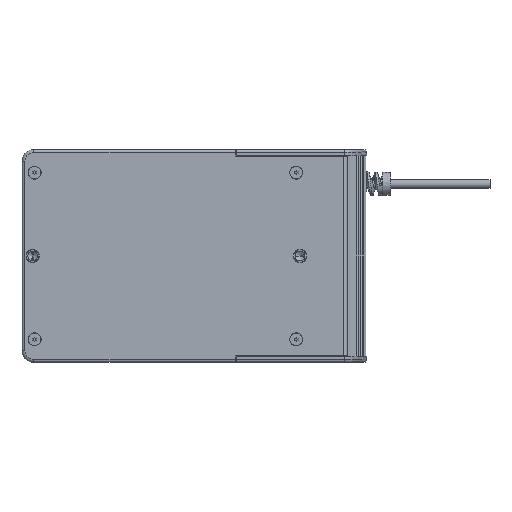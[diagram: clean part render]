
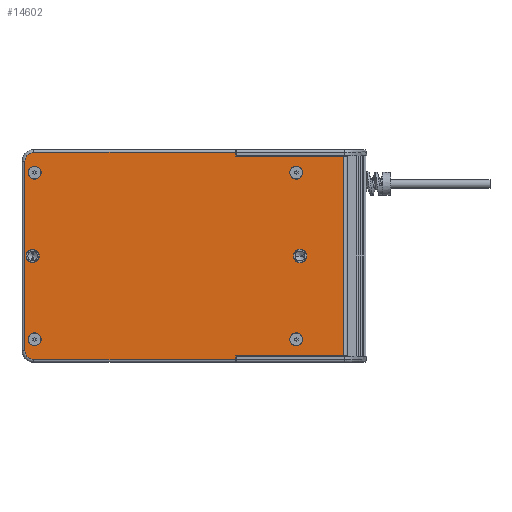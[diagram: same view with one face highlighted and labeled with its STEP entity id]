
A CAD part, left-side view. The second image highlights one B-rep face of the part: STEP entity #14602.
In plain terms, the highlighted face is planar.
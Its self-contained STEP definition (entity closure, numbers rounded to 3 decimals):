
#13413=CARTESIAN_POINT('',(43.,77.375,-1.59));
#13414=DIRECTION('',(0.,0.,-1.));
#13415=DIRECTION('',(1.,0.,0.));
#13416=AXIS2_PLACEMENT_3D('',#13413,#13414,#13415);
#13418=CARTESIAN_POINT('',(43.,77.375,-1.59));
#13419=DIRECTION('',(0.,0.,-1.));
#13420=DIRECTION('',(-1.,0.,0.));
#13421=AXIS2_PLACEMENT_3D('',#13418,#13419,#13420);
#13423=CARTESIAN_POINT('',(-43.,77.375,-1.59));
#13424=DIRECTION('',(0.,0.,-1.));
#13425=DIRECTION('',(1.,0.,0.));
#13426=AXIS2_PLACEMENT_3D('',#13423,#13424,#13425);
#13428=CARTESIAN_POINT('',(-43.,77.375,-1.59));
#13429=DIRECTION('',(0.,0.,-1.));
#13430=DIRECTION('',(-1.,0.,0.));
#13431=AXIS2_PLACEMENT_3D('',#13428,#13429,#13430);
#13433=CARTESIAN_POINT('',(43.,-57.625,-1.59));
#13434=DIRECTION('',(0.,0.,-1.));
#13435=DIRECTION('',(1.,0.,0.));
#13436=AXIS2_PLACEMENT_3D('',#13433,#13434,#13435);
#13438=CARTESIAN_POINT('',(43.,-57.625,-1.59));
#13439=DIRECTION('',(0.,0.,-1.));
#13440=DIRECTION('',(-1.,0.,0.));
#13441=AXIS2_PLACEMENT_3D('',#13438,#13439,#13440);
#13443=CARTESIAN_POINT('',(-43.,-57.625,-1.59));
#13444=DIRECTION('',(0.,0.,-1.));
#13445=DIRECTION('',(1.,0.,0.));
#13446=AXIS2_PLACEMENT_3D('',#13443,#13444,#13445);
#13448=CARTESIAN_POINT('',(-43.,-57.625,-1.59));
#13449=DIRECTION('',(0.,0.,-1.));
#13450=DIRECTION('',(-1.,0.,0.));
#13451=AXIS2_PLACEMENT_3D('',#13448,#13449,#13450);
#13453=CARTESIAN_POINT('',(0.,78.375,-1.59));
#13454=DIRECTION('',(0.,0.,-1.));
#13455=DIRECTION('',(-1.,0.,0.));
#13456=AXIS2_PLACEMENT_3D('',#13453,#13454,#13455);
#13458=CARTESIAN_POINT('',(0.,78.375,-1.59));
#13459=DIRECTION('',(0.,0.,-1.));
#13460=DIRECTION('',(1.,0.,0.));
#13461=AXIS2_PLACEMENT_3D('',#13458,#13459,#13460);
#13463=CARTESIAN_POINT('',(0.,-59.625,-1.59));
#13464=DIRECTION('',(0.,0.,-1.));
#13465=DIRECTION('',(-1.,0.,0.));
#13466=AXIS2_PLACEMENT_3D('',#13463,#13464,#13465);
#13468=CARTESIAN_POINT('',(0.,-59.625,-1.59));
#13469=DIRECTION('',(0.,0.,-1.));
#13470=DIRECTION('',(1.,0.,0.));
#13471=AXIS2_PLACEMENT_3D('',#13468,#13469,#13470);
#13473=DIRECTION('',(0.,-1.,0.));
#13474=VECTOR('',#13473,104.25);
#13475=CARTESIAN_POINT('',(53.425,77.875,-1.59));
#13476=LINE('',#13475,#13474);
#13477=CARTESIAN_POINT('',(48.925,77.875,-1.59));
#13478=DIRECTION('',(0.,0.,-1.));
#13479=DIRECTION('',(0.,1.,0.));
#13480=AXIS2_PLACEMENT_3D('',#13477,#13478,#13479);
#13482=DIRECTION('',(1.,0.,0.));
#13483=VECTOR('',#13482,97.85);
#13484=CARTESIAN_POINT('',(-48.925,82.375,-1.59));
#13485=LINE('',#13484,#13483);
#13486=CARTESIAN_POINT('',(-48.925,77.875,-1.59));
#13487=DIRECTION('',(0.,0.,-1.));
#13488=DIRECTION('',(-1.,0.,0.));
#13489=AXIS2_PLACEMENT_3D('',#13486,#13487,#13488);
#13491=DIRECTION('',(0.,1.,0.));
#13492=VECTOR('',#13491,104.25);
#13493=CARTESIAN_POINT('',(-53.425,-26.375,-1.59));
#13494=LINE('',#13493,#13492);
#13495=DIRECTION('',(1.,0.,0.));
#13496=VECTOR('',#13495,1.925);
#13497=CARTESIAN_POINT('',(-53.425,-26.375,-1.59));
#13498=LINE('',#13497,#13496);
#13499=DIRECTION('',(0.,1.,0.));
#13500=VECTOR('',#13499,55.91);
#13501=CARTESIAN_POINT('',(-51.5,-82.285,-1.59));
#13502=LINE('',#13501,#13500);
#13503=DIRECTION('',(1.,0.,0.));
#13504=VECTOR('',#13503,103.);
#13505=CARTESIAN_POINT('',(-51.5,-82.285,-1.59));
#13506=LINE('',#13505,#13504);
#13507=DIRECTION('',(0.,1.,0.));
#13508=VECTOR('',#13507,55.91);
#13509=CARTESIAN_POINT('',(51.5,-82.285,-1.59));
#13510=LINE('',#13509,#13508);
#13511=DIRECTION('',(-1.,0.,0.));
#13512=VECTOR('',#13511,1.925);
#13513=CARTESIAN_POINT('',(53.425,-26.375,-1.59));
#13514=LINE('',#13513,#13512);
#14276=CARTESIAN_POINT('',(-51.5,-26.375,-1.59));
#14278=VERTEX_POINT('',#14276);
#14280=CARTESIAN_POINT('',(51.5,-26.375,-1.59));
#14282=VERTEX_POINT('',#14280);
#14335=CARTESIAN_POINT('',(46.25,77.375,-1.59));
#14336=CARTESIAN_POINT('',(39.75,77.375,-1.59));
#14337=VERTEX_POINT('',#14335);
#14338=VERTEX_POINT('',#14336);
#14347=CARTESIAN_POINT('',(-39.75,77.375,-1.59));
#14348=CARTESIAN_POINT('',(-46.25,77.375,-1.59));
#14349=VERTEX_POINT('',#14347);
#14350=VERTEX_POINT('',#14348);
#14359=CARTESIAN_POINT('',(46.25,-57.625,-1.59));
#14360=CARTESIAN_POINT('',(39.75,-57.625,-1.59));
#14361=VERTEX_POINT('',#14359);
#14362=VERTEX_POINT('',#14360);
#14371=CARTESIAN_POINT('',(-39.75,-57.625,-1.59));
#14372=CARTESIAN_POINT('',(-46.25,-57.625,-1.59));
#14373=VERTEX_POINT('',#14371);
#14374=VERTEX_POINT('',#14372);
#14379=CARTESIAN_POINT('',(-3.38,78.375,-1.59));
#14380=CARTESIAN_POINT('',(3.38,78.375,-1.59));
#14381=VERTEX_POINT('',#14379);
#14382=VERTEX_POINT('',#14380);
#14383=CARTESIAN_POINT('',(-3.38,-59.625,-1.59));
#14384=CARTESIAN_POINT('',(3.38,-59.625,-1.59));
#14385=VERTEX_POINT('',#14383);
#14386=VERTEX_POINT('',#14384);
#14404=CARTESIAN_POINT('',(51.5,-82.285,-1.59));
#14406=VERTEX_POINT('',#14404);
#14407=CARTESIAN_POINT('',(-51.5,-82.285,-1.59));
#14408=VERTEX_POINT('',#14407);
#14411=CARTESIAN_POINT('',(53.425,-26.375,-1.59));
#14413=VERTEX_POINT('',#14411);
#14417=CARTESIAN_POINT('',(53.425,77.875,-1.59));
#14418=VERTEX_POINT('',#14417);
#14419=CARTESIAN_POINT('',(48.925,82.375,-1.59));
#14420=VERTEX_POINT('',#14419);
#14423=CARTESIAN_POINT('',(-48.925,82.375,-1.59));
#14424=VERTEX_POINT('',#14423);
#14427=CARTESIAN_POINT('',(-53.425,77.875,-1.59));
#14428=VERTEX_POINT('',#14427);
#14432=CARTESIAN_POINT('',(-53.425,-26.375,-1.59));
#14434=VERTEX_POINT('',#14432);
#14539=CARTESIAN_POINT('',(0.,0.,-1.59));
#14540=DIRECTION('',(0.,0.,1.));
#14541=DIRECTION('',(1.,0.,0.));
#14542=AXIS2_PLACEMENT_3D('',#14539,#14540,#14541);
#14543=PLANE('',#14542);
#14545=ORIENTED_EDGE('',*,*,#14544,.F.);
#14547=ORIENTED_EDGE('',*,*,#14546,.F.);
#14549=ORIENTED_EDGE('',*,*,#14548,.F.);
#14551=ORIENTED_EDGE('',*,*,#14550,.F.);
#14553=ORIENTED_EDGE('',*,*,#14552,.F.);
#14555=ORIENTED_EDGE('',*,*,#14554,.T.);
#14557=ORIENTED_EDGE('',*,*,#14556,.F.);
#14559=ORIENTED_EDGE('',*,*,#14558,.T.);
#14561=ORIENTED_EDGE('',*,*,#14560,.T.);
#14563=ORIENTED_EDGE('',*,*,#14562,.F.);
#14564=EDGE_LOOP('',(#14545,#14547,#14549,#14551,#14553,#14555,#14557,#14559,
#14561,#14563));
#14565=FACE_OUTER_BOUND('',#14564,.F.);
#14567=ORIENTED_EDGE('',*,*,#14566,.T.);
#14569=ORIENTED_EDGE('',*,*,#14568,.T.);
#14570=EDGE_LOOP('',(#14567,#14569));
#14571=FACE_BOUND('',#14570,.F.);
#14573=ORIENTED_EDGE('',*,*,#14572,.T.);
#14575=ORIENTED_EDGE('',*,*,#14574,.T.);
#14576=EDGE_LOOP('',(#14573,#14575));
#14577=FACE_BOUND('',#14576,.F.);
#14579=ORIENTED_EDGE('',*,*,#14578,.T.);
#14581=ORIENTED_EDGE('',*,*,#14580,.T.);
#14582=EDGE_LOOP('',(#14579,#14581));
#14583=FACE_BOUND('',#14582,.F.);
#14585=ORIENTED_EDGE('',*,*,#14584,.T.);
#14587=ORIENTED_EDGE('',*,*,#14586,.T.);
#14588=EDGE_LOOP('',(#14585,#14587));
#14589=FACE_BOUND('',#14588,.F.);
#14591=ORIENTED_EDGE('',*,*,#14590,.T.);
#14593=ORIENTED_EDGE('',*,*,#14592,.T.);
#14594=EDGE_LOOP('',(#14591,#14593));
#14595=FACE_BOUND('',#14594,.F.);
#14597=ORIENTED_EDGE('',*,*,#14596,.T.);
#14599=ORIENTED_EDGE('',*,*,#14598,.T.);
#14600=EDGE_LOOP('',(#14597,#14599));
#14601=FACE_BOUND('',#14600,.F.);
#14602=ADVANCED_FACE('',(#14565,#14571,#14577,#14583,#14589,#14595,#14601),
#14543,.F.);
#13417=CIRCLE('',#13416,3.25);
#13422=CIRCLE('',#13421,3.25);
#13427=CIRCLE('',#13426,3.25);
#13432=CIRCLE('',#13431,3.25);
#13437=CIRCLE('',#13436,3.25);
#13442=CIRCLE('',#13441,3.25);
#13447=CIRCLE('',#13446,3.25);
#13452=CIRCLE('',#13451,3.25);
#13457=CIRCLE('',#13456,3.38);
#13462=CIRCLE('',#13461,3.38);
#13467=CIRCLE('',#13466,3.38);
#13472=CIRCLE('',#13471,3.38);
#13481=CIRCLE('',#13480,4.5);
#13490=CIRCLE('',#13489,4.5);
#14544=EDGE_CURVE('',#14418,#14413,#13476,.T.);
#14546=EDGE_CURVE('',#14420,#14418,#13481,.T.);
#14548=EDGE_CURVE('',#14424,#14420,#13485,.T.);
#14550=EDGE_CURVE('',#14428,#14424,#13490,.T.);
#14552=EDGE_CURVE('',#14434,#14428,#13494,.T.);
#14554=EDGE_CURVE('',#14434,#14278,#13498,.T.);
#14556=EDGE_CURVE('',#14408,#14278,#13502,.T.);
#14558=EDGE_CURVE('',#14408,#14406,#13506,.T.);
#14560=EDGE_CURVE('',#14406,#14282,#13510,.T.);
#14562=EDGE_CURVE('',#14413,#14282,#13514,.T.);
#14566=EDGE_CURVE('',#14349,#14350,#13427,.T.);
#14568=EDGE_CURVE('',#14350,#14349,#13432,.T.);
#14572=EDGE_CURVE('',#14361,#14362,#13437,.T.);
#14574=EDGE_CURVE('',#14362,#14361,#13442,.T.);
#14578=EDGE_CURVE('',#14373,#14374,#13447,.T.);
#14580=EDGE_CURVE('',#14374,#14373,#13452,.T.);
#14584=EDGE_CURVE('',#14381,#14382,#13457,.T.);
#14586=EDGE_CURVE('',#14382,#14381,#13462,.T.);
#14590=EDGE_CURVE('',#14385,#14386,#13467,.T.);
#14592=EDGE_CURVE('',#14386,#14385,#13472,.T.);
#14596=EDGE_CURVE('',#14337,#14338,#13417,.T.);
#14598=EDGE_CURVE('',#14338,#14337,#13422,.T.);
